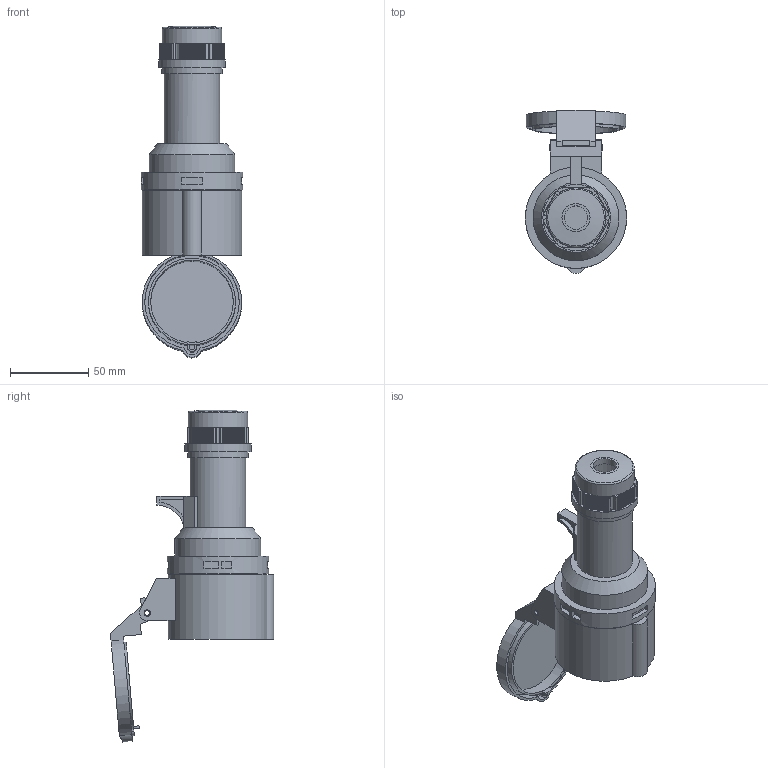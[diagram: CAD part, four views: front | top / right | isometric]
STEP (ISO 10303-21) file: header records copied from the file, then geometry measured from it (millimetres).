
FILE_DESCRIPTION(/* description */ (''),/* implementation_level */ '2;1');
FILE_NAME(/* name */ 'H5小.stp',/* time_stamp */ '2024-06-24T20:45:45+08:00',/* author */ (''),/* organization */ (''),/* preprocessor_version */ 'ST-DEVELOPER v16',/* originating_system */ 'SIEMENS PLM Software NX 10.0',/* authorisation */ '');
FILE_SCHEMA (('AUTOMOTIVE_DESIGN { 1 0 10303 214 3 1 1 1 }'));
Length unit declared in the file: millimetre
Products named in the file (1): H52
Bounding box: 64.6 x 104.04 x 211.67 mm (x, y, z)
Volume: 241290.9 mm3; surface area: 75068.5 mm2
Topology: 7 solids, 7 shells, 538 faces, 1486 edges, 990 vertices
Faces by surface type: plane 455, cylinder 72, cone 8, torus 3
Full cylindrical faces by diameter (mm): 3.2 x1, 3.5 x4, 4.1 x2, 6.5 x4, 7.8 x5, 8.3 x1, 12 x4, 14.85 x1, 32.8 x1, 35.3 x1, 37.9 x1, 38.5 x1, 42.3 x1, 45.8 x1, 52.7 x1, 54.8 x1, 62.5 x1, 64.6 x1
Entity records: 16686 total; most frequent: CARTESIAN_POINT 2940, ORIENTED_EDGE 2836, DIRECTION 2656, EDGE_CURVE 1418, LINE 1250, VECTOR 1250, VERTEX_POINT 971, AXIS2_PLACEMENT_3D 703
